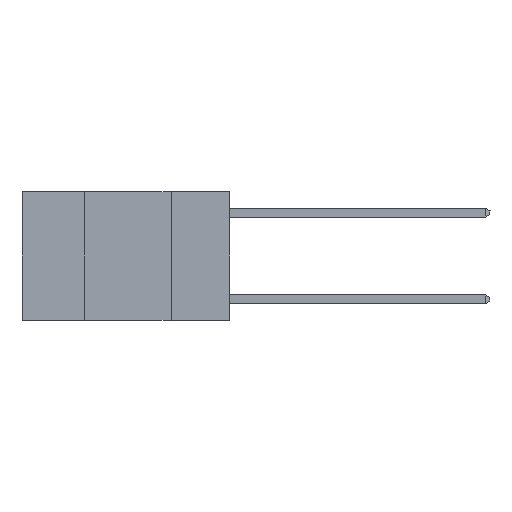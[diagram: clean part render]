
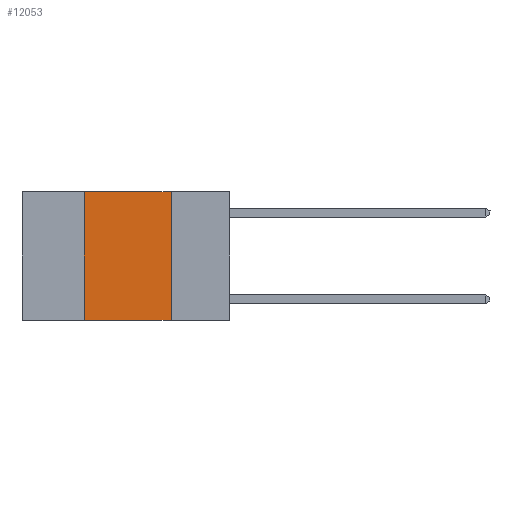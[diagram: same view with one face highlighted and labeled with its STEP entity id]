
A CAD part, left-side view. The second image highlights one B-rep face of the part: STEP entity #12053.
In plain terms, the highlighted planar face has unit normal (-1, 0, 0).
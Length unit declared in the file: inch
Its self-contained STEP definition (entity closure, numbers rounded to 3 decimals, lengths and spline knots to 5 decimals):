
#132 = CARTESIAN_POINT ( 'NONE',  ( 0., 0.6, -0.37 ) ) ;
#602 = DIRECTION ( 'NONE',  ( 0., 0., -1. ) ) ;
#1303 = LINE ( 'NONE', #16489, #15007 ) ;
#1343 = EDGE_CURVE ( 'NONE', #4004, #7411, #14060, .T. ) ;
#1749 = ORIENTED_EDGE ( 'NONE', *, *, #3242, .F. ) ;
#2215 = VERTEX_POINT ( 'NONE', #9395 ) ;
#2751 = VECTOR ( 'NONE', #10807, 39.37008 ) ;
#3242 = EDGE_CURVE ( 'NONE', #10342, #4004, #16903, .T. ) ;
#3804 = CARTESIAN_POINT ( 'NONE',  ( 0., 0.6, 0. ) ) ;
#3931 = DIRECTION ( 'NONE',  ( 0., -1., 0. ) ) ;
#4004 = VERTEX_POINT ( 'NONE', #5193 ) ;
#4131 = EDGE_CURVE ( 'NONE', #10342, #2215, #6724, .T. ) ;
#4596 = CARTESIAN_POINT ( 'NONE',  ( 0., 0.17, 0. ) ) ;
#4815 = CARTESIAN_POINT ( 'NONE',  ( 0., 0.42, 0. ) ) ;
#4957 = FACE_OUTER_BOUND ( 'NONE', #6981, .T. ) ;
#5131 = DIRECTION ( 'NONE',  ( 0., 0., -1. ) ) ;
#5193 = CARTESIAN_POINT ( 'NONE',  ( 0., 0.42, 0. ) ) ;
#5394 = ORIENTED_EDGE ( 'NONE', *, *, #8584, .F. ) ;
#6724 = LINE ( 'NONE', #132, #2751 ) ;
#6981 = EDGE_LOOP ( 'NONE', ( #5394, #14566, #1749, #16922 ) ) ;
#7404 = VECTOR ( 'NONE', #3931, 39.37008 ) ;
#7411 = VERTEX_POINT ( 'NONE', #4596 ) ;
#8584 = EDGE_CURVE ( 'NONE', #7411, #2215, #1303, .T. ) ;
#9317 = CARTESIAN_POINT ( 'NONE',  ( 0., 0.6, 0. ) ) ;
#9395 = CARTESIAN_POINT ( 'NONE',  ( 0., 0.17, -0.37 ) ) ;
#10342 = VERTEX_POINT ( 'NONE', #13487 ) ;
#10807 = DIRECTION ( 'NONE',  ( 0., -1., 0. ) ) ;
#11484 = DIRECTION ( 'NONE',  ( 0., 0., 1. ) ) ;
#11732 = PLANE ( 'NONE',  #12264 ) ;
#12053 = ADVANCED_FACE ( 'NONE', ( #4957 ), #11732, .F. ) ;
#12264 = AXIS2_PLACEMENT_3D ( 'NONE', #3804, #13039, #5131 ) ;
#13039 = DIRECTION ( 'NONE',  ( 1., 0., 0. ) ) ;
#13357 = VECTOR ( 'NONE', #11484, 39.37008 ) ;
#13487 = CARTESIAN_POINT ( 'NONE',  ( 0., 0.42, -0.37 ) ) ;
#14060 = LINE ( 'NONE', #9317, #7404 ) ;
#14566 = ORIENTED_EDGE ( 'NONE', *, *, #1343, .F. ) ;
#15007 = VECTOR ( 'NONE', #602, 39.37008 ) ;
#16489 = CARTESIAN_POINT ( 'NONE',  ( 0., 0.17, 0. ) ) ;
#16903 = LINE ( 'NONE', #4815, #13357 ) ;
#16922 = ORIENTED_EDGE ( 'NONE', *, *, #4131, .T. ) ;
